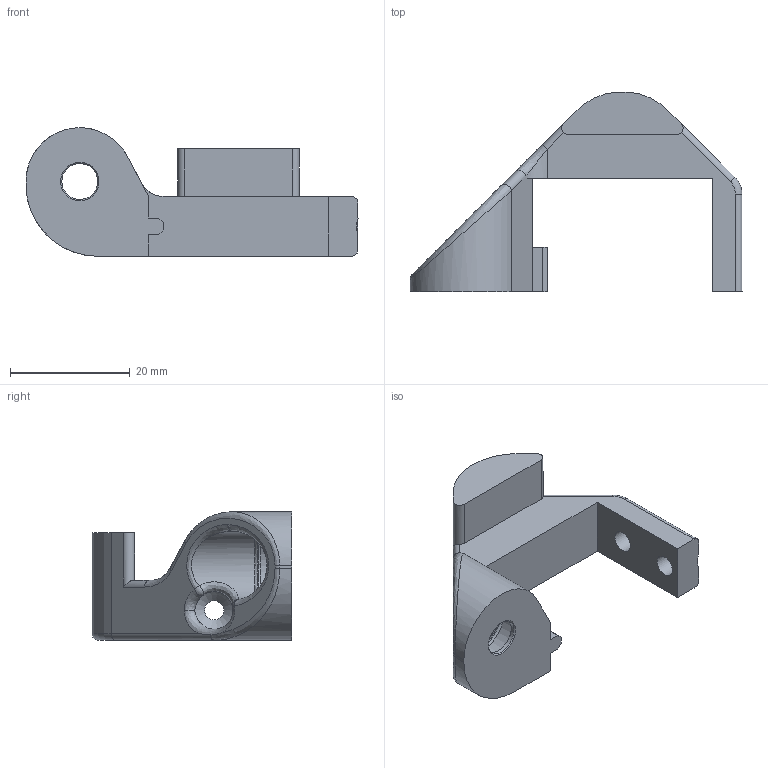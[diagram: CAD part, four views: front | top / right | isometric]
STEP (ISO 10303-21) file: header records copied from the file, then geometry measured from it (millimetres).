
FILE_DESCRIPTION(/* description */ (''),/* implementation_level */ '2;1');
FILE_NAME(/* name */ 'Z-AXIS-ENDSTOP_V01.step',/* time_stamp */ '2023-01-19T22:28:09+01:00',/* author */ (''),/* organization */ (''),/* preprocessor_version */ 'ST-DEVELOPER v19.2',/* originating_system */ 'Autodesk Translation Framework v11.17.0.187',/* authorisation */ '');
FILE_SCHEMA (('AUTOMOTIVE_DESIGN { 1 0 10303 214 3 1 1 }'));
Length unit declared in the file: millimetre
Products named in the file (1): Z-AXIS-ENDSTOP_V01_PR
Bounding box: 55.5 x 33.4 x 21.5 mm (x, y, z)
Volume: 8140.1 mm3; surface area: 4454.5 mm2
Topology: 1 solids, 1 shells, 69 faces, 185 edges, 116 vertices
Faces by surface type: cylinder 24, plane 21, bspline 12, torus 5, cone 5, sphere 2
Full cylindrical faces by diameter (mm): 3.2 x1, 3.6 x2, 6 x1, 11.5 x1
Entity records: 4580 total; most frequent: CARTESIAN_POINT 2869, ORIENTED_EDGE 370, DIRECTION 329, EDGE_CURVE 185, AXIS2_PLACEMENT_3D 122, VERTEX_POINT 116, LINE 85, VECTOR 85
